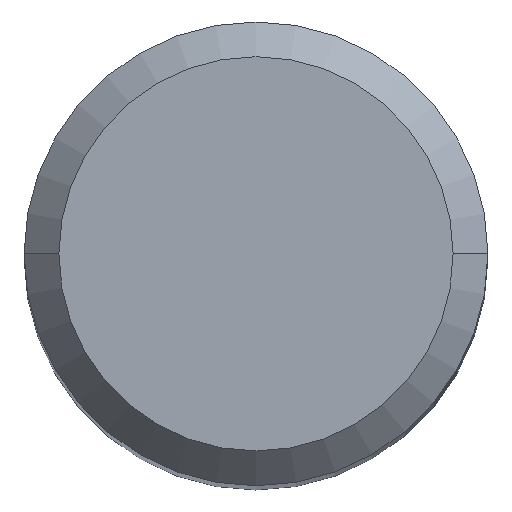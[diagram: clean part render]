
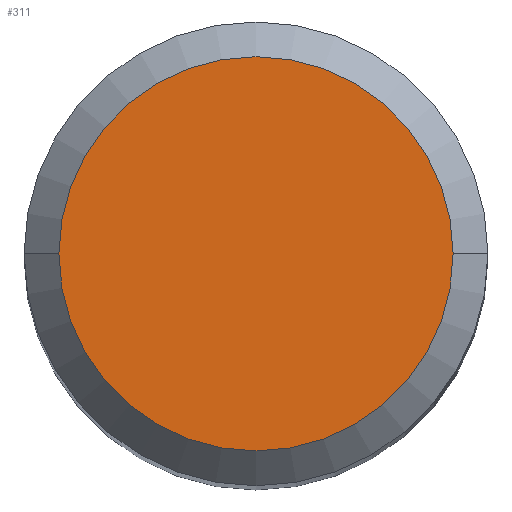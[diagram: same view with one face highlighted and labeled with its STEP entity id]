
A CAD part, top view. The second image highlights one B-rep face of the part: STEP entity #311.
In plain terms, the highlighted planar face has unit normal (0, 0, 1).
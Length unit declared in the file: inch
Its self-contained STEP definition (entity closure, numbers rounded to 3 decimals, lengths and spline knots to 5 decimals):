
#12 = PLANE ( 'NONE',  #227 ) ;
#45 = DIRECTION ( 'NONE',  ( -1., 0., 0. ) ) ;
#118 = CARTESIAN_POINT ( 'NONE',  ( -0.13387, 0., 0. ) ) ;
#127 = CARTESIAN_POINT ( 'NONE',  ( 0., 0., 0. ) ) ;
#128 = EDGE_CURVE ( 'NONE', #305, #447, #398, .T. ) ;
#130 = DIRECTION ( 'NONE',  ( 1., 0., 0. ) ) ;
#193 = EDGE_CURVE ( 'NONE', #447, #305, #412, .T. ) ;
#199 = CARTESIAN_POINT ( 'NONE',  ( 0., 0., 0. ) ) ;
#201 = DIRECTION ( 'NONE',  ( 0., 0., 1. ) ) ;
#202 = CARTESIAN_POINT ( 'NONE',  ( 0.13387, 0., 0. ) ) ;
#205 = DIRECTION ( 'NONE',  ( 0., 0., 1. ) ) ;
#227 = AXIS2_PLACEMENT_3D ( 'NONE', #127, #380, #45 ) ;
#274 = AXIS2_PLACEMENT_3D ( 'NONE', #199, #201, #350 ) ;
#302 = AXIS2_PLACEMENT_3D ( 'NONE', #459, #205, #130 ) ;
#305 = VERTEX_POINT ( 'NONE', #202 ) ;
#311 = ADVANCED_FACE ( 'NONE', ( #475 ), #12, .F. ) ;
#350 = DIRECTION ( 'NONE',  ( 1., 0., 0. ) ) ;
#380 = DIRECTION ( 'NONE',  ( 0., 0., -1. ) ) ;
#398 = CIRCLE ( 'NONE', #274, 0.13387 ) ;
#412 = CIRCLE ( 'NONE', #302, 0.13387 ) ;
#443 = ORIENTED_EDGE ( 'NONE', *, *, #128, .T. ) ;
#447 = VERTEX_POINT ( 'NONE', #118 ) ;
#459 = CARTESIAN_POINT ( 'NONE',  ( 0., 0., 0. ) ) ;
#471 = EDGE_LOOP ( 'NONE', ( #482, #443 ) ) ;
#475 = FACE_OUTER_BOUND ( 'NONE', #471, .T. ) ;
#482 = ORIENTED_EDGE ( 'NONE', *, *, #193, .T. ) ;
